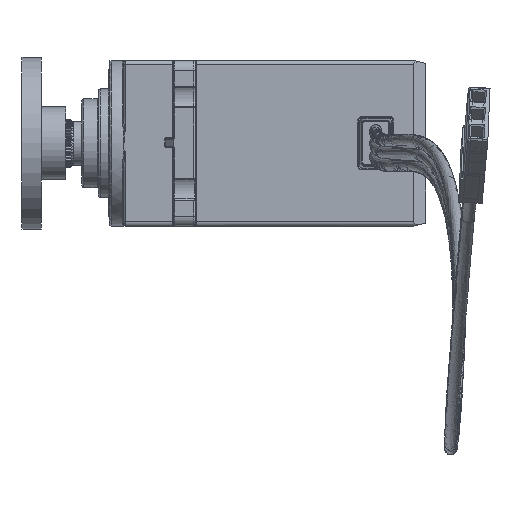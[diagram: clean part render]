
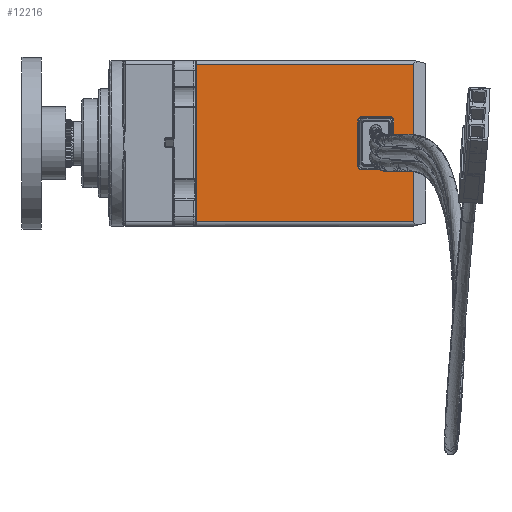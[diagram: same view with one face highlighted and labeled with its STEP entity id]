
A CAD part, left-side view. The second image highlights one B-rep face of the part: STEP entity #12216.
In plain terms, the highlighted planar face has unit normal (-1, 0, 0).
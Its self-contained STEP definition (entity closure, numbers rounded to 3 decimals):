
#459=FACE_BOUND('',#2507,.T.);
#733=PLANE('',#13607);
#1736=FACE_OUTER_BOUND('',#2506,.T.);
#2506=EDGE_LOOP('',(#11406,#11407,#11408,#11409));
#2507=EDGE_LOOP('',(#11410,#11411,#11412,#11413,#11414,#11415,#11416,#11417));
#3288=LINE('',#21323,#4132);
#3291=LINE('',#21331,#4135);
#3297=LINE('',#21348,#4141);
#3301=LINE('',#21359,#4145);
#3467=LINE('',#23350,#4311);
#3525=LINE('',#24389,#4369);
#3526=LINE('',#24392,#4370);
#3527=LINE('',#24397,#4371);
#4132=VECTOR('',#15794,10.);
#4135=VECTOR('',#15803,10.);
#4141=VECTOR('',#15823,10.);
#4145=VECTOR('',#15837,10.);
#4311=VECTOR('',#16703,10.);
#4369=VECTOR('',#17099,10.);
#4370=VECTOR('',#17102,10.);
#4371=VECTOR('',#17109,10.);
#4713=CIRCLE('',#13068,0.4);
#4714=CIRCLE('',#13071,0.4);
#4715=CIRCLE('',#13081,0.4);
#4716=CIRCLE('',#13083,0.4);
#5713=VERTEX_POINT('',#21315);
#5714=VERTEX_POINT('',#21317);
#5715=VERTEX_POINT('',#21321);
#5716=VERTEX_POINT('',#21325);
#5717=VERTEX_POINT('',#21329);
#5721=VERTEX_POINT('',#21347);
#5722=VERTEX_POINT('',#21351);
#5723=VERTEX_POINT('',#21355);
#5768=VERTEX_POINT('',#21638);
#5974=VERTEX_POINT('',#23346);
#6078=VERTEX_POINT('',#24387);
#6079=VERTEX_POINT('',#24391);
#7229=EDGE_CURVE('',#5713,#5714,#4713,.F.);
#7232=EDGE_CURVE('',#5713,#5715,#3288,.T.);
#7234=EDGE_CURVE('',#5716,#5715,#4714,.F.);
#7236=EDGE_CURVE('',#5716,#5717,#3291,.T.);
#7244=EDGE_CURVE('',#5721,#5714,#3297,.T.);
#7247=EDGE_CURVE('',#5722,#5717,#4715,.F.);
#7248=EDGE_CURVE('',#5721,#5723,#4716,.F.);
#7250=EDGE_CURVE('',#5722,#5723,#3301,.T.);
#7680=EDGE_CURVE('',#5768,#5974,#3467,.T.);
#7873=EDGE_CURVE('',#6078,#5768,#3525,.T.);
#7874=EDGE_CURVE('',#5974,#6079,#3526,.T.);
#7877=EDGE_CURVE('',#6079,#6078,#3527,.T.);
#11406=ORIENTED_EDGE('',*,*,#7680,.F.);
#11407=ORIENTED_EDGE('',*,*,#7873,.F.);
#11408=ORIENTED_EDGE('',*,*,#7877,.F.);
#11409=ORIENTED_EDGE('',*,*,#7874,.F.);
#11410=ORIENTED_EDGE('',*,*,#7244,.T.);
#11411=ORIENTED_EDGE('',*,*,#7229,.F.);
#11412=ORIENTED_EDGE('',*,*,#7232,.T.);
#11413=ORIENTED_EDGE('',*,*,#7234,.F.);
#11414=ORIENTED_EDGE('',*,*,#7236,.T.);
#11415=ORIENTED_EDGE('',*,*,#7247,.F.);
#11416=ORIENTED_EDGE('',*,*,#7250,.T.);
#11417=ORIENTED_EDGE('',*,*,#7248,.F.);
#12216=ADVANCED_FACE('',(#1736,#459),#733,.T.);
#13068=AXIS2_PLACEMENT_3D('',#21318,#15788,#15789);
#13071=AXIS2_PLACEMENT_3D('',#21327,#15798,#15799);
#13081=AXIS2_PLACEMENT_3D('',#21353,#15828,#15829);
#13083=AXIS2_PLACEMENT_3D('',#21356,#15832,#15833);
#13607=AXIS2_PLACEMENT_3D('',#24396,#17107,#17108);
#15788=DIRECTION('center_axis',(1.,0.,0.));
#15789=DIRECTION('ref_axis',(0.,-0.707,0.707));
#15794=DIRECTION('',(0.,0.,-1.));
#15798=DIRECTION('center_axis',(1.,0.,0.));
#15799=DIRECTION('ref_axis',(0.,-0.707,-0.707));
#15803=DIRECTION('',(0.,1.,0.));
#15823=DIRECTION('',(0.,-1.,0.));
#15828=DIRECTION('center_axis',(1.,0.,0.));
#15829=DIRECTION('ref_axis',(0.,0.707,-0.707));
#15832=DIRECTION('center_axis',(1.,0.,0.));
#15833=DIRECTION('ref_axis',(0.,0.707,0.707));
#15837=DIRECTION('',(0.,0.,1.));
#16703=DIRECTION('',(0.,0.,1.));
#17099=DIRECTION('',(0.,1.,0.));
#17102=DIRECTION('',(0.,-1.,0.));
#17107=DIRECTION('center_axis',(-1.,0.,0.));
#17108=DIRECTION('ref_axis',(0.,0.,1.));
#17109=DIRECTION('',(0.,0.,-1.));
#21315=CARTESIAN_POINT('',(0.,3.86,-7.195));
#21317=CARTESIAN_POINT('',(0.,4.26,-6.795));
#21318=CARTESIAN_POINT('Origin',(0.,4.26,-7.195));
#21321=CARTESIAN_POINT('',(0.,3.86,-12.805));
#21323=CARTESIAN_POINT('',(0.,3.86,-16.603));
#21325=CARTESIAN_POINT('',(0.,4.26,-13.205));
#21327=CARTESIAN_POINT('Origin',(0.,4.26,-12.805));
#21329=CARTESIAN_POINT('',(0.,7.77,-13.205));
#21331=CARTESIAN_POINT('',(0.,4.085,-13.205));
#21347=CARTESIAN_POINT('',(0.,7.77,-6.795));
#21348=CARTESIAN_POINT('',(0.,1.93,-6.795));
#21351=CARTESIAN_POINT('',(0.,8.17,-12.805));
#21353=CARTESIAN_POINT('Origin',(0.,7.77,-12.805));
#21355=CARTESIAN_POINT('',(0.,8.17,-7.195));
#21356=CARTESIAN_POINT('Origin',(0.,7.77,-7.195));
#21359=CARTESIAN_POINT('',(0.,8.17,-13.398));
#21638=CARTESIAN_POINT('',(0.,27.68,-19.5));
#23346=CARTESIAN_POINT('',(0.,27.68,-0.5));
#23350=CARTESIAN_POINT('',(0.,27.68,-15.));
#24387=CARTESIAN_POINT('',(0.,1.455,-19.5));
#24389=CARTESIAN_POINT('',(0.,0.,-19.5));
#24391=CARTESIAN_POINT('',(0.,1.455,-0.5));
#24392=CARTESIAN_POINT('',(0.,0.,-0.5));
#24396=CARTESIAN_POINT('Origin',(0.,0.,-20.));
#24397=CARTESIAN_POINT('',(0.,1.455,-15.));
